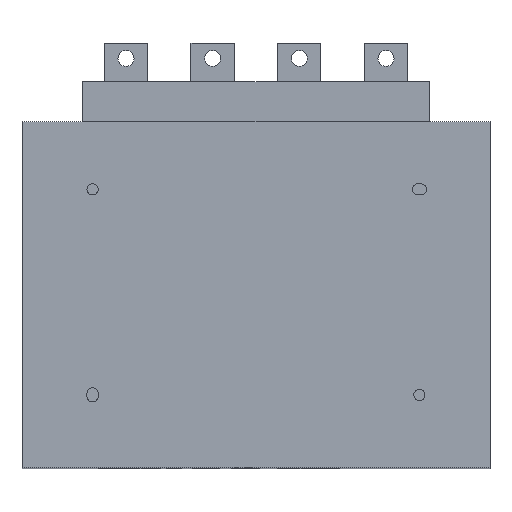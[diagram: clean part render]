
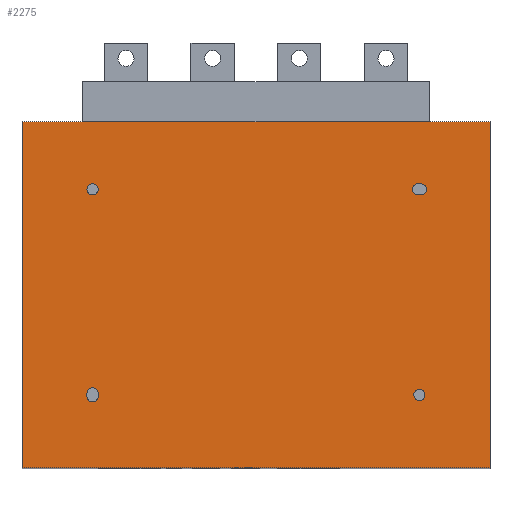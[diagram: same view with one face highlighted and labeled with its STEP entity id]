
A CAD part, top view. The second image highlights one B-rep face of the part: STEP entity #2275.
In plain terms, the highlighted planar face has unit normal (0, 0, 1).
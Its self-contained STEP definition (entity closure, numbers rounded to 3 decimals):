
#26=DIRECTION('',(0.,-1.,0.));
#27=VECTOR('',#26,279.5);
#28=CARTESIAN_POINT('',(0.,-81.5,0.));
#29=LINE('',#28,#27);
#122=DIRECTION('',(1.,0.,0.));
#123=VECTOR('',#122,378.);
#124=CARTESIAN_POINT('',(0.,-361.,0.));
#125=LINE('',#124,#123);
#298=CARTESIAN_POINT('',(57.,-136.,0.));
#299=DIRECTION('',(0.,0.,1.));
#300=DIRECTION('',(1.,0.,0.));
#301=AXIS2_PLACEMENT_3D('',#298,#299,#300);
#303=CARTESIAN_POINT('',(57.,-136.,0.));
#304=DIRECTION('',(0.,0.,1.));
#305=DIRECTION('',(-1.,0.,0.));
#306=AXIS2_PLACEMENT_3D('',#303,#304,#305);
#308=CARTESIAN_POINT('',(321.,-302.,0.));
#309=DIRECTION('',(0.,0.,1.));
#310=DIRECTION('',(1.,0.,0.));
#311=AXIS2_PLACEMENT_3D('',#308,#309,#310);
#313=CARTESIAN_POINT('',(321.,-302.,0.));
#314=DIRECTION('',(0.,0.,1.));
#315=DIRECTION('',(-1.,0.,0.));
#316=AXIS2_PLACEMENT_3D('',#313,#314,#315);
#318=DIRECTION('',(0.,1.,0.));
#319=VECTOR('',#318,2.5);
#320=CARTESIAN_POINT('',(61.5,-303.25,0.));
#321=LINE('',#320,#319);
#322=CARTESIAN_POINT('',(57.,-300.75,0.));
#323=DIRECTION('',(0.,0.,1.));
#324=DIRECTION('',(1.,0.,0.));
#325=AXIS2_PLACEMENT_3D('',#322,#323,#324);
#327=DIRECTION('',(0.,-1.,0.));
#328=VECTOR('',#327,2.5);
#329=CARTESIAN_POINT('',(52.5,-300.75,0.));
#330=LINE('',#329,#328);
#331=CARTESIAN_POINT('',(57.,-303.25,0.));
#332=DIRECTION('',(0.,0.,1.));
#333=DIRECTION('',(-1.,0.,0.));
#334=AXIS2_PLACEMENT_3D('',#331,#332,#333);
#336=DIRECTION('',(1.,0.,0.));
#337=VECTOR('',#336,2.5);
#338=CARTESIAN_POINT('',(319.75,-140.5,0.));
#339=LINE('',#338,#337);
#340=CARTESIAN_POINT('',(322.25,-136.,0.));
#341=DIRECTION('',(0.,0.,1.));
#342=DIRECTION('',(0.,-1.,0.));
#343=AXIS2_PLACEMENT_3D('',#340,#341,#342);
#345=DIRECTION('',(-1.,0.,0.));
#346=VECTOR('',#345,2.5);
#347=CARTESIAN_POINT('',(322.25,-131.5,0.));
#348=LINE('',#347,#346);
#349=CARTESIAN_POINT('',(319.75,-136.,0.));
#350=DIRECTION('',(0.,0.,1.));
#351=DIRECTION('',(0.,1.,0.));
#352=AXIS2_PLACEMENT_3D('',#349,#350,#351);
#354=DIRECTION('',(1.,0.,0.));
#355=VECTOR('',#354,378.);
#356=CARTESIAN_POINT('',(0.,-81.5,0.));
#357=LINE('',#356,#355);
#1150=DIRECTION('',(0.,-1.,0.));
#1151=VECTOR('',#1150,279.5);
#1152=CARTESIAN_POINT('',(378.,-81.5,0.));
#1153=LINE('',#1152,#1151);
#1462=CARTESIAN_POINT('',(0.,-361.,0.));
#1463=CARTESIAN_POINT('',(378.,-361.,0.));
#1464=VERTEX_POINT('',#1462);
#1465=VERTEX_POINT('',#1463);
#1474=CARTESIAN_POINT('',(61.5,-136.,0.));
#1475=CARTESIAN_POINT('',(52.5,-136.,0.));
#1476=VERTEX_POINT('',#1474);
#1477=VERTEX_POINT('',#1475);
#1478=CARTESIAN_POINT('',(325.5,-302.,0.));
#1479=CARTESIAN_POINT('',(316.5,-302.,0.));
#1480=VERTEX_POINT('',#1478);
#1481=VERTEX_POINT('',#1479);
#1574=CARTESIAN_POINT('',(0.,-81.5,0.));
#1575=CARTESIAN_POINT('',(378.,-81.5,0.));
#1576=VERTEX_POINT('',#1574);
#1577=VERTEX_POINT('',#1575);
#1766=CARTESIAN_POINT('',(61.5,-303.25,0.));
#1767=CARTESIAN_POINT('',(61.5,-300.75,0.));
#1768=VERTEX_POINT('',#1766);
#1769=VERTEX_POINT('',#1767);
#1770=CARTESIAN_POINT('',(52.5,-300.75,0.));
#1771=VERTEX_POINT('',#1770);
#1772=CARTESIAN_POINT('',(52.5,-303.25,0.));
#1773=VERTEX_POINT('',#1772);
#1774=CARTESIAN_POINT('',(319.75,-140.5,0.));
#1775=CARTESIAN_POINT('',(322.25,-140.5,0.));
#1776=VERTEX_POINT('',#1774);
#1777=VERTEX_POINT('',#1775);
#1778=CARTESIAN_POINT('',(322.25,-131.5,0.));
#1779=VERTEX_POINT('',#1778);
#1780=CARTESIAN_POINT('',(319.75,-131.5,0.));
#1781=VERTEX_POINT('',#1780);
#2230=CARTESIAN_POINT('',(0.,0.,0.));
#2231=DIRECTION('',(0.,0.,1.));
#2232=DIRECTION('',(0.,-1.,0.));
#2233=AXIS2_PLACEMENT_3D('',#2230,#2231,#2232);
#2234=PLANE('',#2233);
#2236=ORIENTED_EDGE('',*,*,#2235,.T.);
#2238=ORIENTED_EDGE('',*,*,#2237,.T.);
#2239=ORIENTED_EDGE('',*,*,#2093,.F.);
#2240=ORIENTED_EDGE('',*,*,#1939,.F.);
#2241=EDGE_LOOP('',(#2236,#2238,#2239,#2240));
#2242=FACE_OUTER_BOUND('',#2241,.F.);
#2244=ORIENTED_EDGE('',*,*,#2243,.T.);
#2246=ORIENTED_EDGE('',*,*,#2245,.T.);
#2247=EDGE_LOOP('',(#2244,#2246));
#2248=FACE_BOUND('',#2247,.F.);
#2250=ORIENTED_EDGE('',*,*,#2249,.T.);
#2252=ORIENTED_EDGE('',*,*,#2251,.T.);
#2254=ORIENTED_EDGE('',*,*,#2253,.T.);
#2256=ORIENTED_EDGE('',*,*,#2255,.T.);
#2257=EDGE_LOOP('',(#2250,#2252,#2254,#2256));
#2258=FACE_BOUND('',#2257,.F.);
#2260=ORIENTED_EDGE('',*,*,#2259,.T.);
#2262=ORIENTED_EDGE('',*,*,#2261,.T.);
#2264=ORIENTED_EDGE('',*,*,#2263,.T.);
#2266=ORIENTED_EDGE('',*,*,#2265,.T.);
#2267=EDGE_LOOP('',(#2260,#2262,#2264,#2266));
#2268=FACE_BOUND('',#2267,.F.);
#2270=ORIENTED_EDGE('',*,*,#2269,.T.);
#2272=ORIENTED_EDGE('',*,*,#2271,.T.);
#2273=EDGE_LOOP('',(#2270,#2272));
#2274=FACE_BOUND('',#2273,.F.);
#302=CIRCLE('',#301,4.5);
#307=CIRCLE('',#306,4.5);
#312=CIRCLE('',#311,4.5);
#317=CIRCLE('',#316,4.5);
#326=CIRCLE('',#325,4.5);
#335=CIRCLE('',#334,4.5);
#344=CIRCLE('',#343,4.5);
#353=CIRCLE('',#352,4.5);
#1939=EDGE_CURVE('',#1576,#1464,#29,.T.);
#2093=EDGE_CURVE('',#1464,#1465,#125,.T.);
#2235=EDGE_CURVE('',#1576,#1577,#357,.T.);
#2237=EDGE_CURVE('',#1577,#1465,#1153,.T.);
#2243=EDGE_CURVE('',#1480,#1481,#312,.T.);
#2245=EDGE_CURVE('',#1481,#1480,#317,.T.);
#2249=EDGE_CURVE('',#1768,#1769,#321,.T.);
#2251=EDGE_CURVE('',#1769,#1771,#326,.T.);
#2253=EDGE_CURVE('',#1771,#1773,#330,.T.);
#2255=EDGE_CURVE('',#1773,#1768,#335,.T.);
#2259=EDGE_CURVE('',#1776,#1777,#339,.T.);
#2261=EDGE_CURVE('',#1777,#1779,#344,.T.);
#2263=EDGE_CURVE('',#1779,#1781,#348,.T.);
#2265=EDGE_CURVE('',#1781,#1776,#353,.T.);
#2269=EDGE_CURVE('',#1476,#1477,#302,.T.);
#2271=EDGE_CURVE('',#1477,#1476,#307,.T.);
#2275=ADVANCED_FACE('',(#2242,#2248,#2258,#2268,#2274),#2234,.T.);
